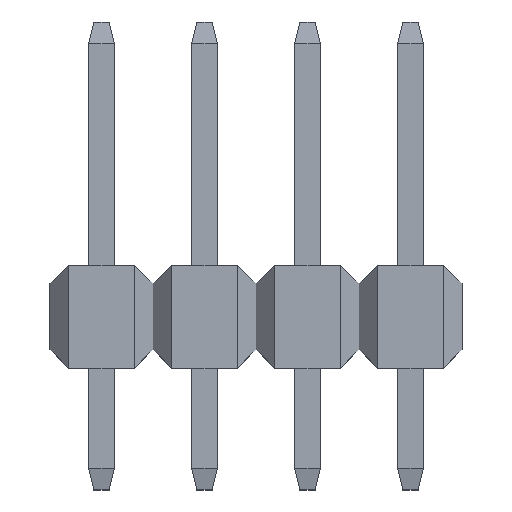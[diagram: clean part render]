
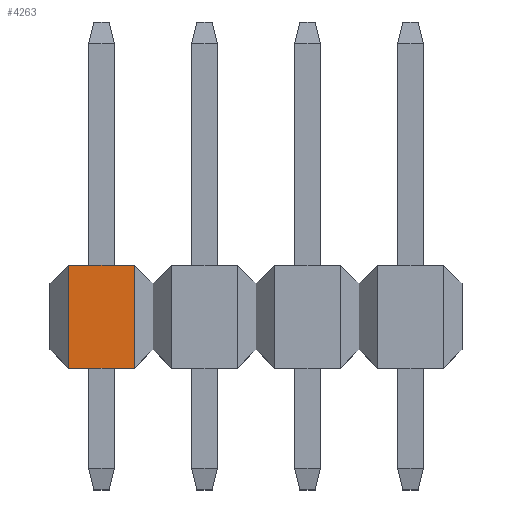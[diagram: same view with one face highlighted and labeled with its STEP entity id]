
A CAD part, top view. The second image highlights one B-rep face of the part: STEP entity #4263.
In plain terms, the highlighted planar face has unit normal (0, 0, 1).
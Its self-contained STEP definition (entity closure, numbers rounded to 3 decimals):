
#192 = LINE ( 'NONE', #193, #4398 ) ;
#193 = CARTESIAN_POINT ( 'NONE',  ( 0.81, 2.54, 1.25 ) ) ;
#194 = DIRECTION ( 'NONE',  ( 1., 0., 0. ) ) ;
#507 = CARTESIAN_POINT ( 'NONE',  ( 0.81, 2.54, 1.25 ) ) ;
#509 = CARTESIAN_POINT ( 'NONE',  ( -0.81, 2.54, 1.25 ) ) ;
#516 = CARTESIAN_POINT ( 'NONE',  ( 0.81, 0., 1.25 ) ) ;
#524 = CARTESIAN_POINT ( 'NONE',  ( -0.81, 0., 1.25 ) ) ;
#1823 = LINE ( 'NONE', #1824, #2205 ) ;
#1824 = CARTESIAN_POINT ( 'NONE',  ( 0.81, 2.54, 1.25 ) ) ;
#1825 = DIRECTION ( 'NONE',  ( 0., -1., 0. ) ) ;
#1826 = LINE ( 'NONE', #1827, #2207 ) ;
#1827 = CARTESIAN_POINT ( 'NONE',  ( 0.81, 0., 1.25 ) ) ;
#1828 = DIRECTION ( 'NONE',  ( 1., 0., 0. ) ) ;
#2040 = LINE ( 'NONE', #2041, #2280 ) ;
#2041 = CARTESIAN_POINT ( 'NONE',  ( -0.81, 2.54, 1.25 ) ) ;
#2042 = DIRECTION ( 'NONE',  ( 0., -1., 0. ) ) ;
#2205 = VECTOR ( 'NONE', #1825, 1000. ) ;
#2207 = VECTOR ( 'NONE', #1828, 1000. ) ;
#2280 = VECTOR ( 'NONE', #2042, 1000. ) ;
#2335 = FACE_OUTER_BOUND ( 'NONE', #3486, .T. ) ;
#2342 = AXIS2_PLACEMENT_3D ( 'NONE', #4931, #4932, #4933 ) ;
#2724 = VERTEX_POINT ( 'NONE', #507 ) ;
#2726 = VERTEX_POINT ( 'NONE', #509 ) ;
#2733 = VERTEX_POINT ( 'NONE', #516 ) ;
#2741 = VERTEX_POINT ( 'NONE', #524 ) ;
#2959 = EDGE_CURVE ( 'NONE', #2726, #2724, #192, .T. ) ;
#3486 = EDGE_LOOP ( 'NONE', ( #4089, #4061, #4101, #4067 ) ) ;
#4061 = ORIENTED_EDGE ( 'NONE', *, *, #4179, .F. ) ;
#4067 = ORIENTED_EDGE ( 'NONE', *, *, #4228, .T. ) ;
#4089 = ORIENTED_EDGE ( 'NONE', *, *, #4180, .T. ) ;
#4101 = ORIENTED_EDGE ( 'NONE', *, *, #2959, .F. ) ;
#4179 = EDGE_CURVE ( 'NONE', #2724, #2733, #1823, .T. ) ;
#4180 = EDGE_CURVE ( 'NONE', #2741, #2733, #1826, .T. ) ;
#4228 = EDGE_CURVE ( 'NONE', #2726, #2741, #2040, .T. ) ;
#4263 = ADVANCED_FACE ( 'NONE', ( #2335 ), #4930, .F. ) ;
#4398 = VECTOR ( 'NONE', #194, 1000. ) ;
#4930 = PLANE ( 'NONE',  #2342 ) ;
#4931 = CARTESIAN_POINT ( 'NONE',  ( 0.81, 2.54, 1.25 ) ) ;
#4932 = DIRECTION ( 'NONE',  ( 0., 0., -1. ) ) ;
#4933 = DIRECTION ( 'NONE',  ( -1., 0., 0. ) ) ;
